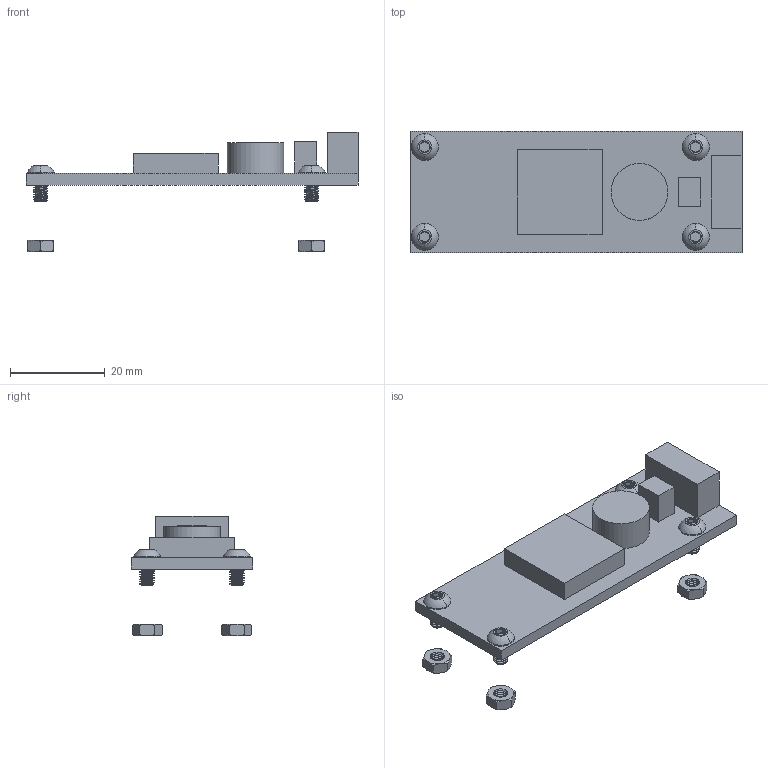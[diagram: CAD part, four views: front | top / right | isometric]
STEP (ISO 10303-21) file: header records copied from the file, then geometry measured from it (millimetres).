
FILE_DESCRIPTION(/* description */ (''),/* implementation_level */ '2;1');
FILE_NAME(/* name */ 'TM_KiCAD.stp',/* time_stamp */ '2021-01-23T10:46:32-06:00',/* author */ (''),/* organization */ (''),/* preprocessor_version */ 'ST-DEVELOPER v16.7',/* originating_system */ 'SIEMENS PLM Software NX 1934',/* authorisation */ '');
FILE_SCHEMA (('AP203_CONFIGURATION_CONTROLLED_3D_DESIGN_OF_MECHANICAL_PARTS_AND_ASSEMBLIES_MIM_LF { 1 0 10303 403 2 1 2}'));
Length unit declared in the file: millimetre
Products named in the file (6): MALE-FEM_STANDOFF_M3x10mm_93655A704; HEX NUT_M3_91828A211; HEX_DRIVE_SCREW_M3x6mm_92095A179; TeleMetrum; TM_KiCAD_Fastener_Assembly; TM_KiCAD
Assembly tree (8 placements, depth 3):
  TM_KiCAD
    TeleMetrum
    TM_KiCAD_Fastener_Assembly  x4
      HEX_DRIVE_SCREW_M3x6mm_92095A179
      HEX NUT_M3_91828A211
      MALE-FEM_STANDOFF_M3x10mm_93655A704
Bounding box: 69.96 x 25.52 x 25.14 mm (x, y, z)
Volume: 7950.8 mm3; surface area: 6781.4 mm2
Topology: 12 solids, 12 shells, 434 faces, 1075 edges, 674 vertices
Faces by surface type: cylinder 193, plane 109, cone 108, bspline 16, sphere 8
Full cylindrical faces by diameter (mm): 3 x4, 11.98 x1
Entity records: 6500 total; most frequent: CARTESIAN_POINT 2907, ORIENTED_EDGE 620, DIRECTION 508, EDGE_CURVE 310, VERTEX_POINT 199, AXIS2_PLACEMENT_3D 191, EDGE_LOOP 149, ADVANCED_FACE 131
